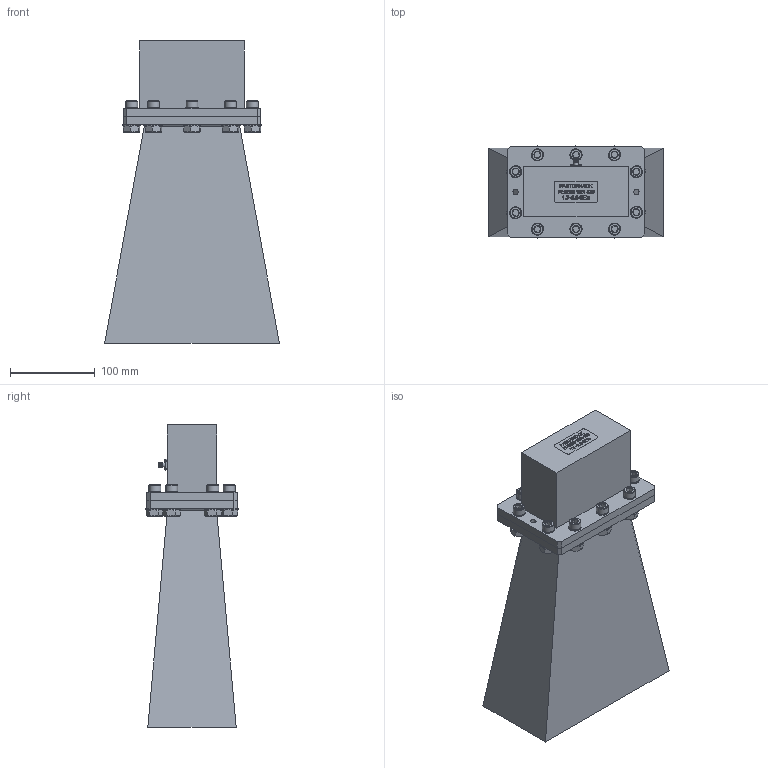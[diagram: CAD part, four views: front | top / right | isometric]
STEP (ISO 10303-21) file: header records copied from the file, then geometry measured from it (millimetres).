
FILE_DESCRIPTION (( 'STEP AP203' ), '1' );
FILE_NAME ('PE9864-SF-10.step', '2020-02-06T18:19:47', ( '' ), ( '' ), 'SwSTEP 2.0', 'SolidWorks 2018', '' );
FILE_SCHEMA (( 'CONFIG_CONTROL_DESIGN' ));
Length unit declared in the file: inch
Products named in the file (5): Copy of Hex Screw^PE9864-SF-10_big; PE9835; PE9864-SF-10; Copy of Nut^PE9864-SF-10_big; PE9864-10
Assembly tree (22 placements, depth 2):
  PE9864-SF-10
    PE9864-10
    PE9835
    Copy of Hex Screw^PE9864-SF-10_big  x10
    Copy of Nut^PE9864-SF-10_big  x10
Bounding box: 205.74 x 108.31 x 355.65 mm (x, y, z)
Volume: 526823.6 mm3; surface area: 404995.2 mm2
Topology: 27 solids, 37 shells, 999 faces, 2572 edges, 1758 vertices
Faces by surface type: plane 426, cone 269, cylinder 232, bspline 67, torus 5
Full cylindrical faces by diameter (mm): 1.016 x1, 1.27 x2, 1.524 x4, 3.616 x4, 4.597 x1, 5.359 x2, 6.35 x12, 6.706 x12, 7.62 x20, 8.534 x30, 13.945 x10, 14.249 x10, 20.955 x10
Entity records: 24140 total; most frequent: CARTESIAN_POINT 12059, ORIENTED_EDGE 2542, DIRECTION 1824, EDGE_CURVE 1271, VERTEX_POINT 1003, AXIS2_PLACEMENT_3D 634, EDGE_LOOP 606, LINE 556
